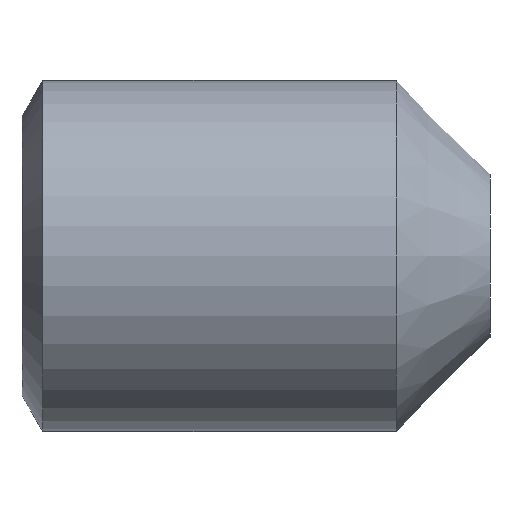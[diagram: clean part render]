
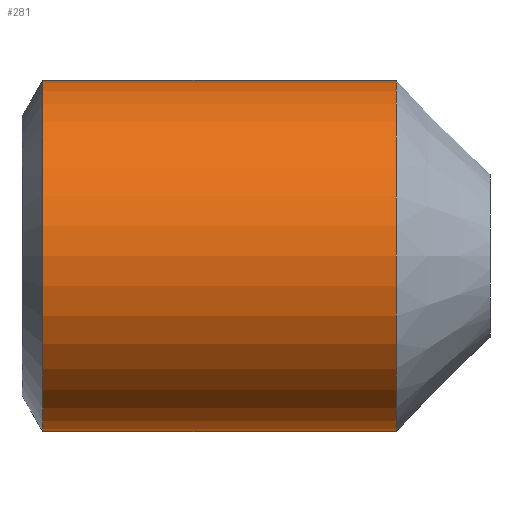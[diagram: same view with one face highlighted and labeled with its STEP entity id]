
A CAD part, front view. The second image highlights one B-rep face of the part: STEP entity #281.
In plain terms, the highlighted cylindrical face has radius 1.5 mm (diameter 3 mm), a full revolution.
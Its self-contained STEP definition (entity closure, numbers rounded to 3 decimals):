
#34=CYLINDRICAL_SURFACE('',#308,1.5);
#36=VECTOR('',#450,1.);
#53=LINE('',#372,#36);
#90=VERTEX_POINT('',#369);
#91=VERTEX_POINT('',#373);
#92=VERTEX_POINT('',#375);
#113=CIRCLE('',#307,1.5);
#114=CIRCLE('',#309,1.5);
#131=EDGE_CURVE('',#90,#90,#113,.T.);
#132=EDGE_CURVE('',#91,#90,#53,.T.);
#133=EDGE_CURVE('',#92,#91,#114,.T.);
#134=EDGE_CURVE('',#91,#92,#114,.T.);
#178=ORIENTED_EDGE('',*,*,#132,.T.);
#179=ORIENTED_EDGE('',*,*,#131,.T.);
#180=ORIENTED_EDGE('',*,*,#132,.F.);
#181=ORIENTED_EDGE('',*,*,#133,.F.);
#182=ORIENTED_EDGE('',*,*,#134,.F.);
#240=EDGE_LOOP('',(#178,#179,#180,#181,#182));
#261=FACE_BOUND('',#240,.T.);
#281=ADVANCED_FACE('',(#261),#34,.T.);
#307=AXIS2_PLACEMENT_3D('',#370,#446,#447);
#308=AXIS2_PLACEMENT_3D('',#371,#448,#449);
#309=AXIS2_PLACEMENT_3D('',#374,#451,#452);
#369=CARTESIAN_POINT('',(0.177,1.5,0.));
#370=CARTESIAN_POINT('',(0.177,0.,0.));
#371=CARTESIAN_POINT('',(4.,0.,0.));
#372=CARTESIAN_POINT('',(-0.623,1.5,0.));
#373=CARTESIAN_POINT('',(3.2,1.5,0.));
#374=CARTESIAN_POINT('',(3.2,0.,0.));
#375=CARTESIAN_POINT('',(3.2,-1.5,0.));
#446=DIRECTION('',(1.,0.,0.));
#447=DIRECTION('',(0.,1.5,0.));
#448=DIRECTION('',(1.,0.,0.));
#449=DIRECTION('',(0.,1.5,0.));
#450=DIRECTION('',(-1.,0.,0.));
#451=DIRECTION('',(1.,0.,0.));
#452=DIRECTION('',(0.,1.5,0.));
